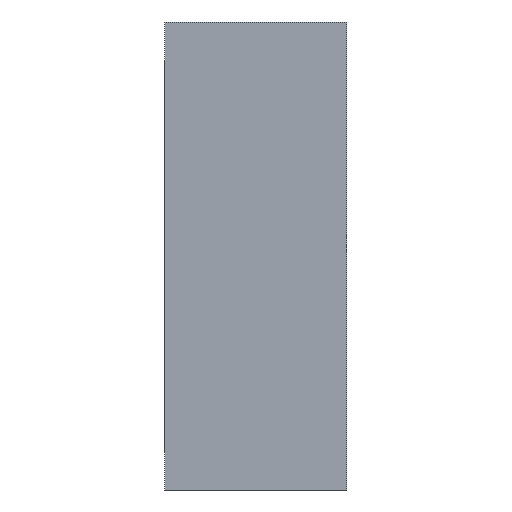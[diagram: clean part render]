
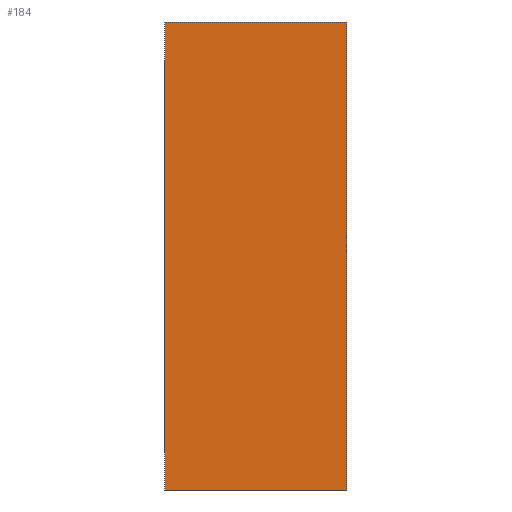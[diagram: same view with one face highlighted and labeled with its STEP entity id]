
A CAD part, left-side view. The second image highlights one B-rep face of the part: STEP entity #184.
In plain terms, the highlighted planar face has unit normal (-1, 0, 0).
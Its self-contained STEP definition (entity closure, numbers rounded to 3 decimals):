
#18=FACE_OUTER_BOUND('',#28,.T.);
#28=EDGE_LOOP('',(#135,#136,#137,#138));
#38=LINE('',#270,#62);
#46=LINE('',#288,#70);
#47=LINE('',#290,#71);
#48=LINE('',#291,#72);
#62=VECTOR('',#222,10.);
#70=VECTOR('',#236,10.);
#71=VECTOR('',#237,10.);
#72=VECTOR('',#238,10.);
#83=VERTEX_POINT('',#263);
#86=VERTEX_POINT('',#268);
#93=VERTEX_POINT('',#287);
#94=VERTEX_POINT('',#289);
#102=EDGE_CURVE('',#86,#83,#38,.T.);
#110=EDGE_CURVE('',#93,#83,#46,.T.);
#111=EDGE_CURVE('',#94,#86,#47,.T.);
#112=EDGE_CURVE('',#94,#93,#48,.T.);
#135=ORIENTED_EDGE('',*,*,#110,.T.);
#136=ORIENTED_EDGE('',*,*,#102,.F.);
#137=ORIENTED_EDGE('',*,*,#111,.F.);
#138=ORIENTED_EDGE('',*,*,#112,.T.);
#174=PLANE('',#208);
#184=ADVANCED_FACE('',(#18),#174,.T.);
#208=AXIS2_PLACEMENT_3D('',#286,#234,#235);
#222=DIRECTION('',(0.,-1.,0.));
#234=DIRECTION('center_axis',(-1.,0.,0.));
#235=DIRECTION('ref_axis',(0.,0.,1.));
#236=DIRECTION('',(0.,0.,1.));
#237=DIRECTION('',(0.,0.,1.));
#238=DIRECTION('',(0.,-1.,0.));
#263=CARTESIAN_POINT('',(20.,-1.3,-33.));
#268=CARTESIAN_POINT('',(20.,5.7,-33.));
#270=CARTESIAN_POINT('',(20.,2.2,-33.));
#286=CARTESIAN_POINT('Origin',(20.,2.2,-42.));
#287=CARTESIAN_POINT('',(20.,-1.3,-51.));
#288=CARTESIAN_POINT('',(20.,-1.3,-50.5));
#289=CARTESIAN_POINT('',(20.,5.7,-51.));
#290=CARTESIAN_POINT('',(20.,5.7,-33.5));
#291=CARTESIAN_POINT('',(20.,2.2,-51.));
